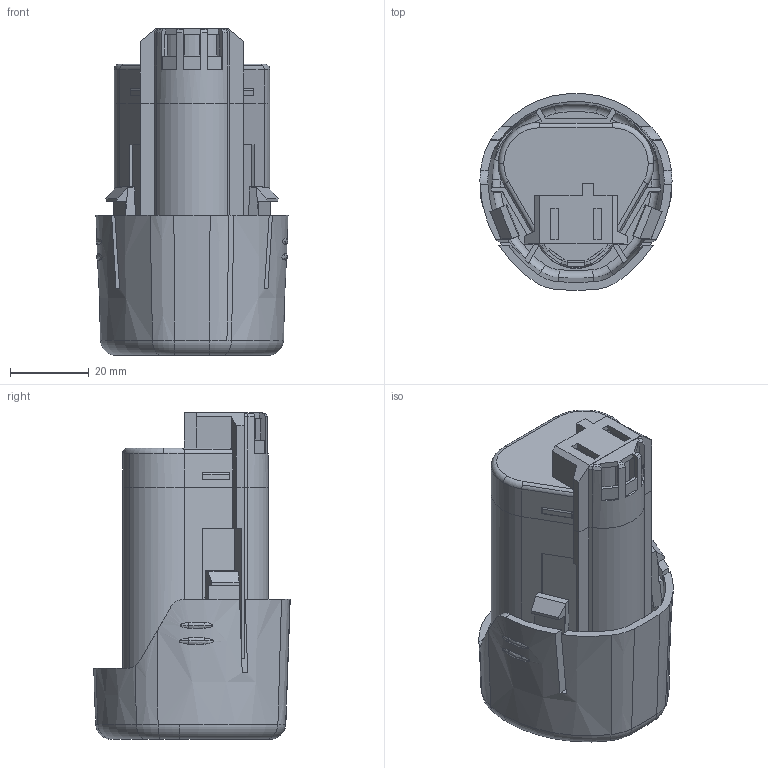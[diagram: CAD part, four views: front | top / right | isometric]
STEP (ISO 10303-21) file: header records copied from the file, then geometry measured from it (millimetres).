
FILE_DESCRIPTION(('STEP AP214'),'1');
FILE_NAME('export.stp','2017-07-28T11:56:25',(' '),(' '),'Spatial InterOp 3D',' ',' ');
FILE_SCHEMA(('AUTOMOTIVE_DESIGN { 1 0 10303 214 1 1 1 1 }'));
Length unit declared in the file: millimetre
Products named in the file (4): KS100516; BOSCH_BATTERY_108_BODY; BOSCH_BATTERY_108_TOP; BOSCH_BATTERY_108_CAP2
Assembly tree (3 placements, depth 2):
  KS100516
    BOSCH_BATTERY_108_BODY
    BOSCH_BATTERY_108_TOP
    BOSCH_BATTERY_108_CAP2
Bounding box: 48.78 x 49.89 x 82.98 mm (x, y, z)
Volume: 30005.5 mm3; surface area: 37656.6 mm2
Topology: 3 solids, 3 shells, 390 faces, 1092 edges, 713 vertices
Faces by surface type: plane 240, cylinder 57, torus 55, cone 38
Entity records: 17427 total; most frequent: CARTESIAN_POINT 3035, ORIENTED_EDGE 2184, DIRECTION 2100, EDGE_CURVE 1092, VERTEX_POINT 713, AXIS2_PLACEMENT_3D 702, LINE 696, VECTOR 696
